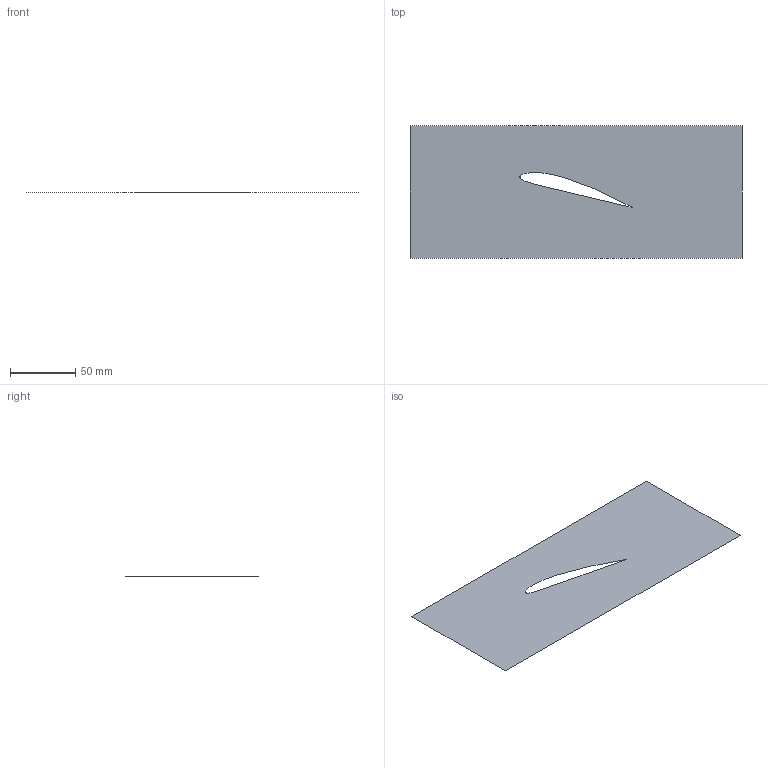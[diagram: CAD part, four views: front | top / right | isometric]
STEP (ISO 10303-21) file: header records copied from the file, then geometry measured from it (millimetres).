
FILE_DESCRIPTION (( 'STEP AP214' ), '1' );
FILE_NAME ('AirFoilCad_15deg.STEP', '2023-04-26T21:54:23', ( '' ), ( '' ), 'SwSTEP 2.0', 'SolidWorks 2022', '' );
FILE_SCHEMA (( 'AUTOMOTIVE_DESIGN' ));
Length unit declared in the file: inch
Products named in the file (1): AirFoilCad_15deg
Bounding box: 254 x 101.6 x 0 mm (x, y, z)
Surface area: 25113 mm2 (no closed solid volume)
Topology: 0 solids, 1 shells, 1 faces, 6 edges, 6 vertices
Faces by surface type: plane 1
Entity records: 206 total; most frequent: CARTESIAN_POINT 129, DIRECTION 9, ORIENTED_EDGE 6, EDGE_CURVE 6, VERTEX_POINT 6, VECTOR 5, LINE 5, UNCERTAINTY_MEASURE_WITH_UNIT 2
